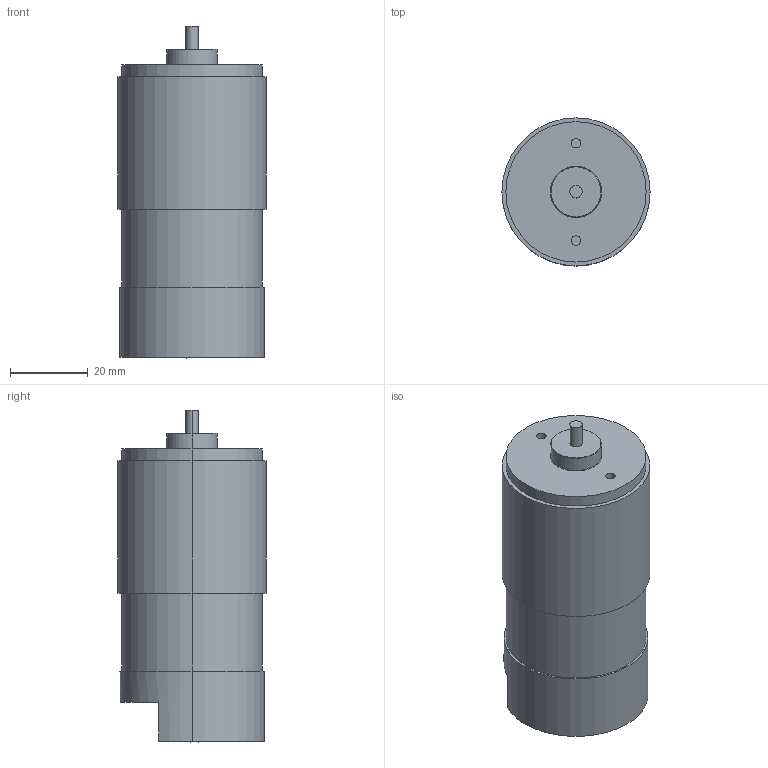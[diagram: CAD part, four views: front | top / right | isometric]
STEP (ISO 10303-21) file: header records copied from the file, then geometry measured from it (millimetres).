
FILE_DESCRIPTION (( 'STEP AP214' ), '1' );
FILE_NAME ('am-3104 NeveRest Motor.STEP', '2016-07-29T14:20:56', ( '' ), ( '' ), 'SwSTEP 2.0', 'SolidWorks 2014', '' );
FILE_SCHEMA (( 'AUTOMOTIVE_DESIGN' ));
Length unit declared in the file: millimetre
Products named in the file (1): am-3104 NeveRest Motor
Bounding box: 38 x 38 x 85.19 mm (x, y, z)
Volume: 79516.1 mm3; surface area: 11381.4 mm2
Topology: 1 solids, 1 shells, 324 faces, 857 edges, 570 vertices
Faces by surface type: plane 178, bspline 126, cylinder 16, torus 4
Entity records: 20234 total; most frequent: CARTESIAN_POINT 9606, ORIENTED_EDGE 1714, DIRECTION 1045, EDGE_CURVE 857, VERTEX_POINT 570, LINE 563, VECTOR 563, EDGE_LOOP 359
